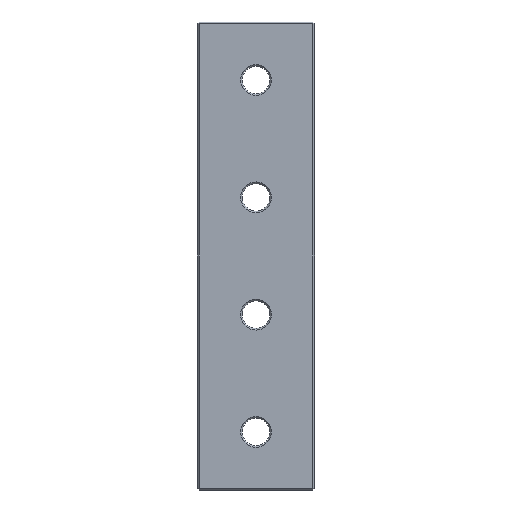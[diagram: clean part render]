
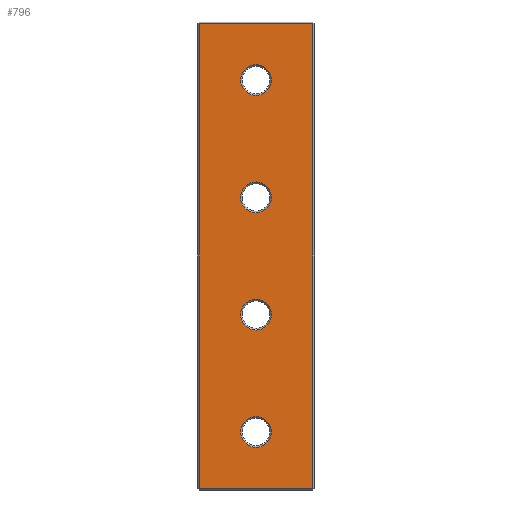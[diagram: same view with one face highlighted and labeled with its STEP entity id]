
A CAD part, front view. The second image highlights one B-rep face of the part: STEP entity #796.
In plain terms, the highlighted planar face has unit normal (0, -1, 0).
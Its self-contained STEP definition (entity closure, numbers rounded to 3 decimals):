
#20 = ORIENTED_EDGE ( 'NONE', *, *, #1235, .T. ) ;
#21 = FACE_BOUND ( 'NONE', #317, .T. ) ;
#24 = EDGE_LOOP ( 'NONE', ( #1168, #569 ) ) ;
#29 = CIRCLE ( 'NONE', #270, 5. ) ;
#34 = VERTEX_POINT ( 'NONE', #550 ) ;
#46 = CARTESIAN_POINT ( 'NONE',  ( 0., 0., -57.15 ) ) ;
#51 = CIRCLE ( 'NONE', #826, 5. ) ;
#55 = EDGE_CURVE ( 'NONE', #704, #1248, #466, .T. ) ;
#59 = CARTESIAN_POINT ( 'NONE',  ( 0., 0., 19.05 ) ) ;
#61 = EDGE_CURVE ( 'NONE', #147, #34, #65, .T. ) ;
#65 = LINE ( 'NONE', #480, #376 ) ;
#77 = CARTESIAN_POINT ( 'NONE',  ( 0., 0., 62.15 ) ) ;
#87 = EDGE_LOOP ( 'NONE', ( #803, #20 ) ) ;
#89 = CARTESIAN_POINT ( 'NONE',  ( -19., 0., 75.5 ) ) ;
#112 = DIRECTION ( 'NONE',  ( 0., 1., 0. ) ) ;
#126 = DIRECTION ( 'NONE',  ( 0., 0., 1. ) ) ;
#146 = DIRECTION ( 'NONE',  ( 0., 0., 1. ) ) ;
#147 = VERTEX_POINT ( 'NONE', #1023 ) ;
#191 = CIRCLE ( 'NONE', #1312, 5. ) ;
#194 = EDGE_LOOP ( 'NONE', ( #629, #1074 ) ) ;
#201 = VECTOR ( 'NONE', #1243, 1000. ) ;
#223 = CIRCLE ( 'NONE', #799, 5. ) ;
#230 = FACE_BOUND ( 'NONE', #87, .T. ) ;
#233 = DIRECTION ( 'NONE',  ( 0., 1., 0. ) ) ;
#262 = VERTEX_POINT ( 'NONE', #404 ) ;
#268 = CARTESIAN_POINT ( 'NONE',  ( 0., 0., 14.05 ) ) ;
#270 = AXIS2_PLACEMENT_3D ( 'NONE', #59, #1032, #503 ) ;
#317 = EDGE_LOOP ( 'NONE', ( #954, #1052 ) ) ;
#336 = DIRECTION ( 'NONE',  ( 0., 0., 1. ) ) ;
#337 = VERTEX_POINT ( 'NONE', #1081 ) ;
#338 = DIRECTION ( 'NONE',  ( 0., 0., 1. ) ) ;
#347 = DIRECTION ( 'NONE',  ( 1., 0., 0. ) ) ;
#367 = EDGE_CURVE ( 'NONE', #559, #699, #223, .T. ) ;
#376 = VECTOR ( 'NONE', #1132, 1000. ) ;
#394 = VECTOR ( 'NONE', #1344, 1000. ) ;
#404 = CARTESIAN_POINT ( 'NONE',  ( 0., 0., 24.05 ) ) ;
#406 = ORIENTED_EDGE ( 'NONE', *, *, #1293, .T. ) ;
#415 = AXIS2_PLACEMENT_3D ( 'NONE', #1374, #892, #146 ) ;
#436 = CARTESIAN_POINT ( 'NONE',  ( -19., 0., 76. ) ) ;
#444 = DIRECTION ( 'NONE',  ( 0., 1., 0. ) ) ;
#451 = CARTESIAN_POINT ( 'NONE',  ( 0., 0., -62.15 ) ) ;
#454 = DIRECTION ( 'NONE',  ( 0., 0., 1. ) ) ;
#462 = EDGE_CURVE ( 'NONE', #831, #1178, #510, .T. ) ;
#466 = CIRCLE ( 'NONE', #1295, 5. ) ;
#480 = CARTESIAN_POINT ( 'NONE',  ( 18.5, 0., 76. ) ) ;
#503 = DIRECTION ( 'NONE',  ( 0., 0., 1. ) ) ;
#506 = CARTESIAN_POINT ( 'NONE',  ( 0., 0., -14.05 ) ) ;
#510 = CIRCLE ( 'NONE', #1185, 5. ) ;
#534 = CARTESIAN_POINT ( 'NONE',  ( 0., 0., -19.05 ) ) ;
#537 = DIRECTION ( 'NONE',  ( 0., 0., 1. ) ) ;
#550 = CARTESIAN_POINT ( 'NONE',  ( 18.5, 0., 75.5 ) ) ;
#559 = VERTEX_POINT ( 'NONE', #688 ) ;
#567 = VERTEX_POINT ( 'NONE', #1230 ) ;
#569 = ORIENTED_EDGE ( 'NONE', *, *, #1171, .T. ) ;
#572 = EDGE_CURVE ( 'NONE', #337, #567, #1118, .T. ) ;
#614 = LINE ( 'NONE', #89, #201 ) ;
#629 = ORIENTED_EDGE ( 'NONE', *, *, #783, .T. ) ;
#640 = FACE_BOUND ( 'NONE', #194, .T. ) ;
#649 = DIRECTION ( 'NONE',  ( 0., 1., 0. ) ) ;
#661 = DIRECTION ( 'NONE',  ( 0., 1., 0. ) ) ;
#688 = CARTESIAN_POINT ( 'NONE',  ( 0., 0., 52.15 ) ) ;
#692 = EDGE_CURVE ( 'NONE', #34, #337, #614, .T. ) ;
#699 = VERTEX_POINT ( 'NONE', #77 ) ;
#704 = VERTEX_POINT ( 'NONE', #506 ) ;
#753 = CARTESIAN_POINT ( 'NONE',  ( 0., 0., 57.15 ) ) ;
#783 = EDGE_CURVE ( 'NONE', #1248, #704, #51, .T. ) ;
#796 = ADVANCED_FACE ( 'NONE', ( #230, #21, #640, #1194, #1188 ), #849, .F. ) ;
#799 = AXIS2_PLACEMENT_3D ( 'NONE', #753, #444, #336 ) ;
#800 = CARTESIAN_POINT ( 'NONE',  ( 0., 0., -19.05 ) ) ;
#803 = ORIENTED_EDGE ( 'NONE', *, *, #367, .T. ) ;
#816 = AXIS2_PLACEMENT_3D ( 'NONE', #997, #868, #338 ) ;
#826 = AXIS2_PLACEMENT_3D ( 'NONE', #534, #661, #126 ) ;
#831 = VERTEX_POINT ( 'NONE', #451 ) ;
#849 = PLANE ( 'NONE',  #1208 ) ;
#868 = DIRECTION ( 'NONE',  ( 0., 1., 0. ) ) ;
#891 = ORIENTED_EDGE ( 'NONE', *, *, #692, .T. ) ;
#892 = DIRECTION ( 'NONE',  ( 0., 1., 0. ) ) ;
#899 = DIRECTION ( 'NONE',  ( 0., 1., 0. ) ) ;
#915 = VERTEX_POINT ( 'NONE', #268 ) ;
#954 = ORIENTED_EDGE ( 'NONE', *, *, #1149, .T. ) ;
#956 = EDGE_LOOP ( 'NONE', ( #891, #1318, #406, #1089 ) ) ;
#997 = CARTESIAN_POINT ( 'NONE',  ( 0., 0., 57.15 ) ) ;
#1013 = LINE ( 'NONE', #1336, #394 ) ;
#1021 = CARTESIAN_POINT ( 'NONE',  ( -18.5, 0., 76. ) ) ;
#1023 = CARTESIAN_POINT ( 'NONE',  ( 18.5, 0., -75.5 ) ) ;
#1032 = DIRECTION ( 'NONE',  ( 0., 1., 0. ) ) ;
#1050 = VECTOR ( 'NONE', #1328, 1000. ) ;
#1052 = ORIENTED_EDGE ( 'NONE', *, *, #1377, .T. ) ;
#1070 = CARTESIAN_POINT ( 'NONE',  ( 0., 0., -57.15 ) ) ;
#1074 = ORIENTED_EDGE ( 'NONE', *, *, #55, .T. ) ;
#1081 = CARTESIAN_POINT ( 'NONE',  ( -18.5, 0., 75.5 ) ) ;
#1089 = ORIENTED_EDGE ( 'NONE', *, *, #61, .T. ) ;
#1118 = LINE ( 'NONE', #1021, #1050 ) ;
#1120 = DIRECTION ( 'NONE',  ( 0., 0., 1. ) ) ;
#1132 = DIRECTION ( 'NONE',  ( 0., 0., 1. ) ) ;
#1149 = EDGE_CURVE ( 'NONE', #915, #262, #1221, .T. ) ;
#1168 = ORIENTED_EDGE ( 'NONE', *, *, #462, .T. ) ;
#1171 = EDGE_CURVE ( 'NONE', #1178, #831, #191, .T. ) ;
#1178 = VERTEX_POINT ( 'NONE', #1316 ) ;
#1185 = AXIS2_PLACEMENT_3D ( 'NONE', #1070, #112, #537 ) ;
#1188 = FACE_OUTER_BOUND ( 'NONE', #956, .T. ) ;
#1194 = FACE_BOUND ( 'NONE', #24, .T. ) ;
#1208 = AXIS2_PLACEMENT_3D ( 'NONE', #436, #649, #347 ) ;
#1221 = CIRCLE ( 'NONE', #415, 5. ) ;
#1230 = CARTESIAN_POINT ( 'NONE',  ( -18.5, 0., -75.5 ) ) ;
#1235 = EDGE_CURVE ( 'NONE', #699, #559, #1267, .T. ) ;
#1243 = DIRECTION ( 'NONE',  ( -1., 0., 0. ) ) ;
#1248 = VERTEX_POINT ( 'NONE', #1297 ) ;
#1267 = CIRCLE ( 'NONE', #816, 5. ) ;
#1293 = EDGE_CURVE ( 'NONE', #567, #147, #1013, .T. ) ;
#1295 = AXIS2_PLACEMENT_3D ( 'NONE', #800, #899, #1120 ) ;
#1297 = CARTESIAN_POINT ( 'NONE',  ( 0., 0., -24.05 ) ) ;
#1312 = AXIS2_PLACEMENT_3D ( 'NONE', #46, #233, #454 ) ;
#1316 = CARTESIAN_POINT ( 'NONE',  ( 0., 0., -52.15 ) ) ;
#1318 = ORIENTED_EDGE ( 'NONE', *, *, #572, .T. ) ;
#1328 = DIRECTION ( 'NONE',  ( 0., 0., -1. ) ) ;
#1336 = CARTESIAN_POINT ( 'NONE',  ( -19., 0., -75.5 ) ) ;
#1344 = DIRECTION ( 'NONE',  ( 1., 0., 0. ) ) ;
#1374 = CARTESIAN_POINT ( 'NONE',  ( 0., 0., 19.05 ) ) ;
#1377 = EDGE_CURVE ( 'NONE', #262, #915, #29, .T. ) ;
